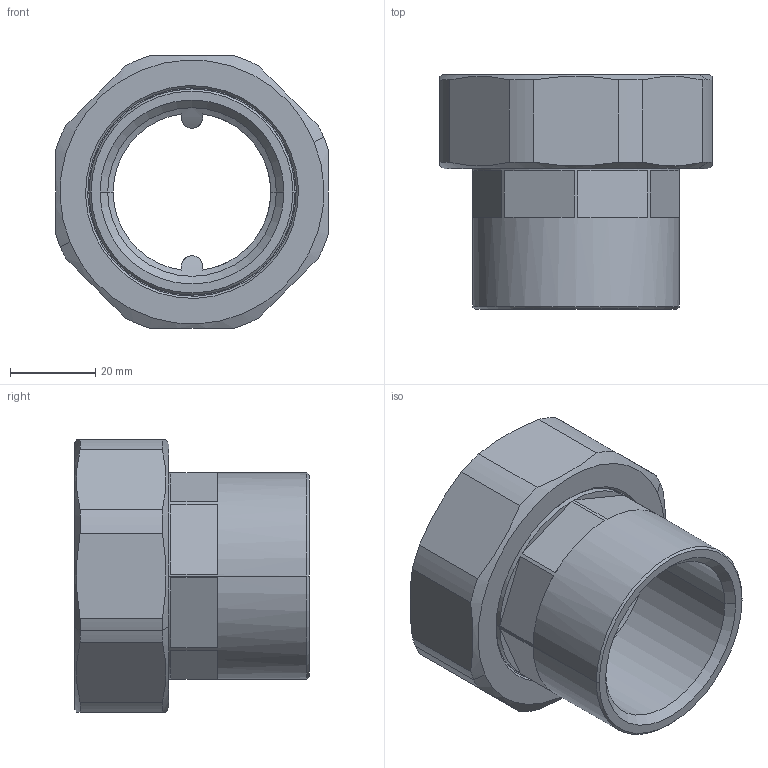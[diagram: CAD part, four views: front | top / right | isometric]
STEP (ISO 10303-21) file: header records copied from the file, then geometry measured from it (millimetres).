
FILE_DESCRIPTION (( 'STEP AP203' ), '1' );
FILE_NAME ('06640709BE.STEP', '2018-08-09T15:20:32', ( 'effebicad07' ), ( 'Hewlett-Packard Company' ), 'SwSTEP 2.0', 'SolidWorks 2016', '' );
FILE_SCHEMA (( 'CONFIG_CONTROL_DESIGN' ));
Length unit declared in the file: millimetre
Products named in the file (4): 9824N207; 9822N409; 7643E209_7643E209; 06640709BE
Assembly tree (3 placements, depth 2):
  06640709BE
    9824N207
    9822N409
    7643E209_7643E209
Bounding box: 64 x 55 x 64 mm (x, y, z)
Volume: 49905.2 mm3; surface area: 28070.5 mm2
Topology: 3 solids, 3 shells, 100 faces, 223 edges, 139 vertices
Faces by surface type: plane 44, cylinder 30, cone 16, torus 10
Entity records: 3420 total; most frequent: CARTESIAN_POINT 736, DIRECTION 514, ORIENTED_EDGE 446, EDGE_CURVE 223, AXIS2_PLACEMENT_3D 213, VERTEX_POINT 139, EDGE_LOOP 116, CIRCLE 107
